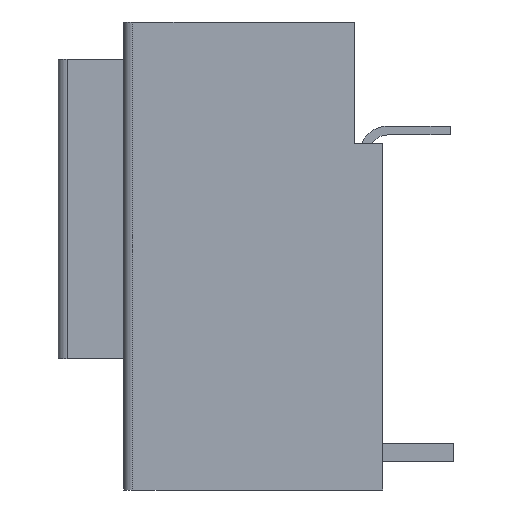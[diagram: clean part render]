
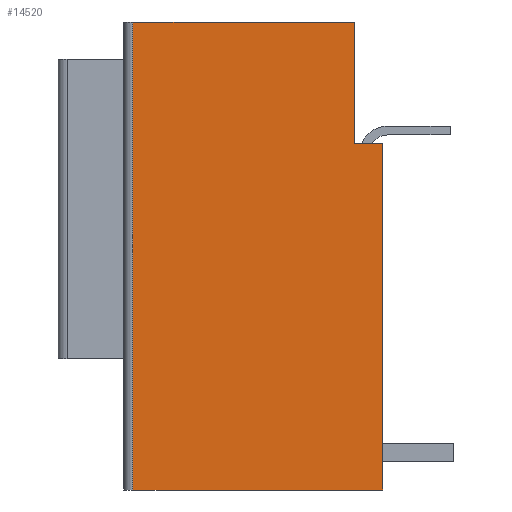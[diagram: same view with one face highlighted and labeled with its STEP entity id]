
A CAD part, left-side view. The second image highlights one B-rep face of the part: STEP entity #14520.
In plain terms, the highlighted planar face has unit normal (-1, 0, 0).
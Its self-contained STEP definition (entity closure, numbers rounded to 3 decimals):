
#8110=CARTESIAN_POINT('',(-92.267,-12.947,-20.71
));
#8120=VERTEX_POINT('',#8110);
#8150=CARTESIAN_POINT('',(-92.267,-12.947,-39.41
));
#8160=DIRECTION('',(0.,0.,1.));
#8170=VECTOR('',#8160,1.);
#8180=LINE('',#8150,#8170);
#8190=CARTESIAN_POINT('',(-92.267,-12.947,-14.21
));
#8200=VERTEX_POINT('',#8190);
#8210=EDGE_CURVE('',#8120,#8200,#8180,.T.);
#11120=CARTESIAN_POINT('',(-92.267,-1.117,
-39.21));
#11130=VERTEX_POINT('',#11120);
#11310=CARTESIAN_POINT('',(-92.267,-1.117,
-14.21));
#11320=VERTEX_POINT('',#11310);
#11350=CARTESIAN_POINT('',(-92.267,-1.117,
-39.41));
#11360=DIRECTION('',(0.,0.,-1.));
#11370=VECTOR('',#11360,1.);
#11380=LINE('',#11350,#11370);
#11390=EDGE_CURVE('',#11320,#11130,#11380,.T.);
#12010=CARTESIAN_POINT('',(-92.267,-14.467,
-39.21));
#12020=VERTEX_POINT('',#12010);
#12050=CARTESIAN_POINT('',(-92.267,-14.467,-39.21
));
#12060=DIRECTION('',(0.,0.,1.));
#12070=VECTOR('',#12060,1.);
#12080=LINE('',#12050,#12070);
#12090=CARTESIAN_POINT('',(-92.267,-14.467,
-20.71));
#12100=VERTEX_POINT('',#12090);
#12110=EDGE_CURVE('',#12020,#12100,#12080,.T.);
#12960=CARTESIAN_POINT('',(-92.267,-5.747,-20.71
));
#12970=DIRECTION('',(0.,1.,0.));
#12980=VECTOR('',#12970,1.);
#12990=LINE('',#12960,#12980);
#13000=EDGE_CURVE('',#12100,#8120,#12990,.T.);
#14290=CARTESIAN_POINT('',(-92.267,-1.117,
-39.21));
#14300=DIRECTION('',(1.,0.,0.));
#14310=DIRECTION('',(0.,0.,-1.));
#14320=AXIS2_PLACEMENT_3D('',#14290,#14300,#14310);
#14330=PLANE('',#14320);
#14340=ORIENTED_EDGE('',*,*,#11390,.T.);
#14350=CARTESIAN_POINT('',(-92.267,-5.747,
-14.21));
#14360=DIRECTION('',(0.,-1.,0.));
#14370=VECTOR('',#14360,1.);
#14380=LINE('',#14350,#14370);
#14390=EDGE_CURVE('',#11320,#8200,#14380,.T.);
#14400=ORIENTED_EDGE('',*,*,#14390,.F.);
#14410=ORIENTED_EDGE('',*,*,#8210,.T.);
#14420=ORIENTED_EDGE('',*,*,#13000,.T.);
#14430=ORIENTED_EDGE('',*,*,#12110,.T.);
#14440=CARTESIAN_POINT('',(-92.267,-5.747,-39.21
));
#14450=DIRECTION('',(0.,1.,0.));
#14460=VECTOR('',#14450,1.);
#14470=LINE('',#14440,#14460);
#14480=EDGE_CURVE('',#12020,#11130,#14470,.T.);
#14490=ORIENTED_EDGE('',*,*,#14480,.F.);
#14500=EDGE_LOOP('',(#14490,#14430,#14420,#14410,#14400,#14340));
#14510=FACE_OUTER_BOUND('',#14500,.T.);
#14520=ADVANCED_FACE('',(#14510),#14330,.F.);
